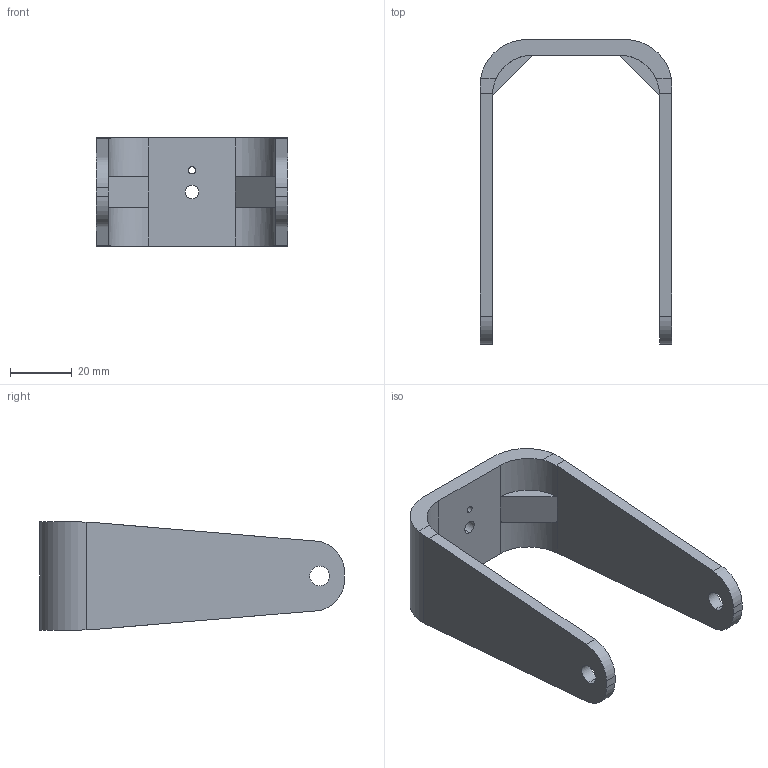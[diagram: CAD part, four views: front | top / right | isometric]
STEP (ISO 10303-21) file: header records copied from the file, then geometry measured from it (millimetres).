
FILE_DESCRIPTION (( 'STEP AP214' ), '1' );
FILE_NAME ('fourche de train avant.STEP', '2018-01-10T08:11:29', ( '' ), ( '' ), 'SwSTEP 2.0', 'SolidWorks 2017', '' );
FILE_SCHEMA (( 'AUTOMOTIVE_DESIGN' ));
Length unit declared in the file: millimetre
Products named in the file (1): fourche de train avant
Bounding box: 62 x 98.5 x 35 mm (x, y, z)
Volume: 31840.3 mm3; surface area: 16612.7 mm2
Topology: 1 solids, 1 shells, 42 faces, 112 edges, 72 vertices
Faces by surface type: plane 24, cylinder 18
Entity records: 1358 total; most frequent: CARTESIAN_POINT 263, ORIENTED_EDGE 224, DIRECTION 222, EDGE_CURVE 112, AXIS2_PLACEMENT_3D 79, VERTEX_POINT 72, LINE 64, VECTOR 64
